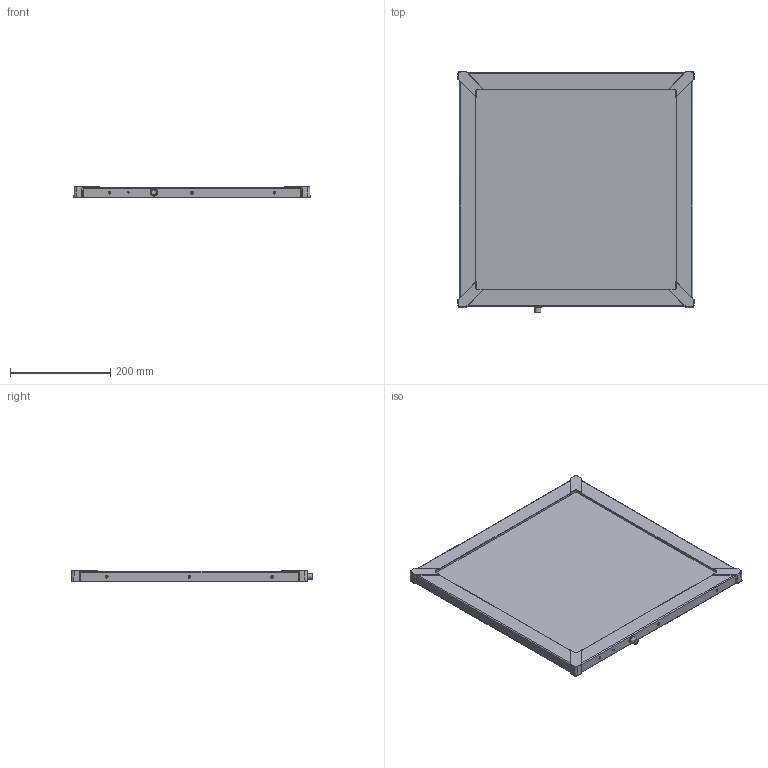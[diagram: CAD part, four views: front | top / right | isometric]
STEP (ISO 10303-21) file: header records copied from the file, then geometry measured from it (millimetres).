
FILE_DESCRIPTION(/* description */ (''),/* implementation_level */ '2;1');
FILE_NAME(/* name */ 'BEK-FL400.stp',/* time_stamp */ '2018-09-25T12:33:39+02:00',/* author */ ('S. Sandt'),/* organization */ ('di-soric GmbH & Co. KG'),/* preprocessor_version */ 'ST-DEVELOPER v17',/* originating_system */ 'Autodesk Inventor 2018',/* authorisation */ '');
FILE_SCHEMA (('AUTOMOTIVE_DESIGN { 1 0 10303 214 3 1 1 }'));
Length unit declared in the file: millimetre
Products named in the file (1): universal 3D Modell
Bounding box: 472.13 x 482.31 x 22.5 mm (x, y, z)
Volume: 3861088 mm3; surface area: 483256.8 mm2
Topology: 1 solids, 1 shells, 198 faces, 520 edges, 327 vertices
Faces by surface type: cylinder 83, plane 61, cone 25, bspline 16, sphere 9, torus 4
Full cylindrical faces by diameter (mm): 4.134 x12, 10 x1, 12 x1, 15 x1
Entity records: 7094 total; most frequent: CARTESIAN_POINT 1916, DIRECTION 1080, ORIENTED_EDGE 1014, EDGE_CURVE 507, AXIS2_PLACEMENT_3D 414, VERTEX_POINT 327, LINE 252, VECTOR 252
